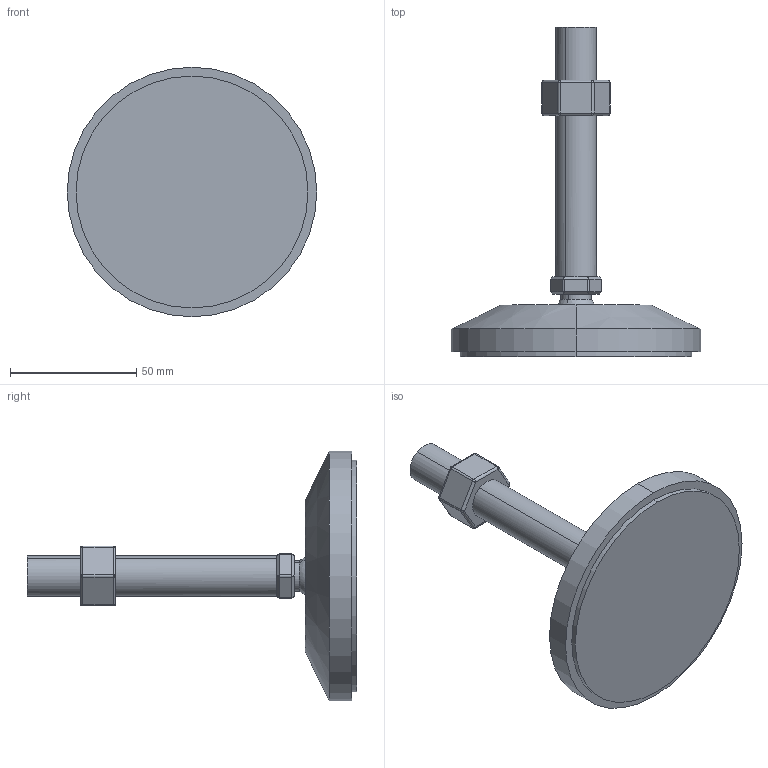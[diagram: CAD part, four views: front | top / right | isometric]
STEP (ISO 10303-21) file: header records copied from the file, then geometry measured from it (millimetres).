
FILE_DESCRIPTION (( 'STEP AP214' ), '1' );
FILE_NAME ('A804 Îïîðà ðåãóëèðóåìàÿ Ô99 Ì16õ130.STEP', '2025-06-25T11:13:09', ( '' ), ( '' ), 'SwSTEP 2.0', 'SolidWorks 2025', '' );
FILE_SCHEMA (( 'AUTOMOTIVE_DESIGN' ));
Length unit declared in the file: millimetre
Products named in the file (4): Шарнирный вал M16_00; Опора_00; Гайка М16_00; A804 Опора регулируемая Ф99 М16х130
Assembly tree (3 placements, depth 2):
  A804 Опора регулируемая Ф99 М16х130
    Опора_00
    Шарнирный вал M16_00
    Гайка М16_00
Bounding box: 99 x 130.79 x 99 mm (x, y, z)
Volume: 157593.8 mm3; surface area: 28495 mm2
Topology: 3 solids, 3 shells, 111 faces, 258 edges, 126 vertices
Faces by surface type: cylinder 38, plane 37, cone 20, sphere 16
Entity records: 2964 total; most frequent: DIRECTION 544, CARTESIAN_POINT 479, ORIENTED_EDGE 446, EDGE_CURVE 223, AXIS2_PLACEMENT_3D 210, LINE 124, VECTOR 124, VERTEX_POINT 121
